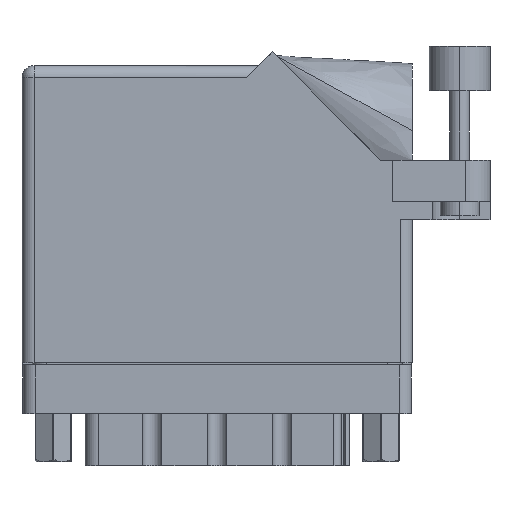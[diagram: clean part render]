
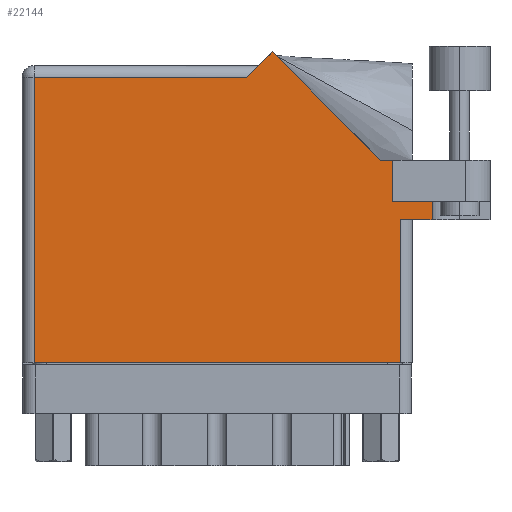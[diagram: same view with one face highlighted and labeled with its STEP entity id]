
A CAD part, front view. The second image highlights one B-rep face of the part: STEP entity #22144.
In plain terms, the highlighted face is planar.
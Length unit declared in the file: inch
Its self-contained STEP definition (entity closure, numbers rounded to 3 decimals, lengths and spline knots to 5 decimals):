
#782 = CARTESIAN_POINT ( 'NONE',  ( 1.948, 0.737, 0. ) ) ;
#933 = CARTESIAN_POINT ( 'NONE',  ( 2.1115, 1.16177, 0. ) ) ;
#1174 = EDGE_CURVE ( 'NONE', #14016, #3556, #28852, .T. ) ;
#1538 = LINE ( 'NONE', #8971, #24568 ) ;
#1673 = CARTESIAN_POINT ( 'NONE',  ( 0.062, 1.468, 0. ) ) ;
#1766 = VECTOR ( 'NONE', #28847, 39.37008 ) ;
#3556 = VERTEX_POINT ( 'NONE', #34122 ) ;
#3849 = AXIS2_PLACEMENT_3D ( 'NONE', #9542, #17343, #44467 ) ;
#4284 = CARTESIAN_POINT ( 'NONE',  ( 1.155, 1.468, 0. ) ) ;
#4476 = CARTESIAN_POINT ( 'NONE',  ( 1.948, 0., 0. ) ) ;
#5391 = LINE ( 'NONE', #18854, #33934 ) ;
#7283 = VECTOR ( 'NONE', #32153, 39.37008 ) ;
#7301 = VERTEX_POINT ( 'NONE', #48292 ) ;
#7765 = ORIENTED_EDGE ( 'NONE', *, *, #29841, .T. ) ;
#7927 = ORIENTED_EDGE ( 'NONE', *, *, #1174, .T. ) ;
#8901 = ORIENTED_EDGE ( 'NONE', *, *, #39608, .T. ) ;
#8971 = CARTESIAN_POINT ( 'NONE',  ( 2.41, 1.044, 0. ) ) ;
#9357 = CARTESIAN_POINT ( 'NONE',  ( 1.84442, 1.044, 0. ) ) ;
#9542 = CARTESIAN_POINT ( 'NONE',  ( 0., 1.53, 0. ) ) ;
#9724 = EDGE_CURVE ( 'NONE', #38597, #30782, #40752, .T. ) ;
#9831 = CARTESIAN_POINT ( 'NONE',  ( 0., 1.468, 0. ) ) ;
#10122 = CARTESIAN_POINT ( 'NONE',  ( 1.91, 0.831, 0. ) ) ;
#10193 = VECTOR ( 'NONE', #23165, 39.37008 ) ;
#10731 = FACE_OUTER_BOUND ( 'NONE', #26482, .T. ) ;
#11110 = VERTEX_POINT ( 'NONE', #782 ) ;
#12299 = ORIENTED_EDGE ( 'NONE', *, *, #45213, .T. ) ;
#12879 = DIRECTION ( 'NONE',  ( -1., 0., 0. ) ) ;
#13391 = LINE ( 'NONE', #18406, #22465 ) ;
#13400 = CARTESIAN_POINT ( 'NONE',  ( 1.948, 0.737, 0. ) ) ;
#14010 = VECTOR ( 'NONE', #24153, 39.37008 ) ;
#14016 = VERTEX_POINT ( 'NONE', #9357 ) ;
#14225 = DIRECTION ( 'NONE',  ( -1., 0., 0. ) ) ;
#14854 = VERTEX_POINT ( 'NONE', #26542 ) ;
#15649 = CARTESIAN_POINT ( 'NONE',  ( 2.01, 0.737, 0. ) ) ;
#17008 = PLANE ( 'NONE',  #3849 ) ;
#17343 = DIRECTION ( 'NONE',  ( 0., 0., -1. ) ) ;
#18150 = VECTOR ( 'NONE', #47871, 39.37008 ) ;
#18237 = EDGE_CURVE ( 'NONE', #43249, #11110, #43006, .T. ) ;
#18406 = CARTESIAN_POINT ( 'NONE',  ( 1.217, 1.53, 0. ) ) ;
#18704 = LINE ( 'NONE', #42340, #10193 ) ;
#18854 = CARTESIAN_POINT ( 'NONE',  ( 0., 0., 0. ) ) ;
#19695 = DIRECTION ( 'NONE',  ( 1., 0., 0. ) ) ;
#20432 = VERTEX_POINT ( 'NONE', #4284 ) ;
#21301 = EDGE_CURVE ( 'NONE', #36831, #32368, #18704, .T. ) ;
#21344 = LINE ( 'NONE', #9831, #34684 ) ;
#22144 = ADVANCED_FACE ( 'NONE', ( #10731 ), #17008, .F. ) ;
#22465 = VECTOR ( 'NONE', #30125, 39.37008 ) ;
#22554 = DIRECTION ( 'NONE',  ( -0.707, 0.707, 0. ) ) ;
#22573 = DIRECTION ( 'NONE',  ( 1., 0., 0. ) ) ;
#23165 = DIRECTION ( 'NONE',  ( 1., 0., 0. ) ) ;
#23426 = EDGE_CURVE ( 'NONE', #14854, #14016, #1538, .T. ) ;
#24153 = DIRECTION ( 'NONE',  ( 0., -1., 0. ) ) ;
#24568 = VECTOR ( 'NONE', #12879, 39.37008 ) ;
#25894 = EDGE_CURVE ( 'NONE', #20432, #38597, #21344, .T. ) ;
#26482 = EDGE_LOOP ( 'NONE', ( #45684, #28992, #7765, #29061, #36249, #12299, #28774, #7927, #8901, #33698, #35864 ) ) ;
#26542 = CARTESIAN_POINT ( 'NONE',  ( 1.91, 1.044, 0. ) ) ;
#28571 = CARTESIAN_POINT ( 'NONE',  ( 1.91, 0.831, 0. ) ) ;
#28774 = ORIENTED_EDGE ( 'NONE', *, *, #23426, .T. ) ;
#28847 = DIRECTION ( 'NONE',  ( 0., 1., 0. ) ) ;
#28852 = LINE ( 'NONE', #38512, #40386 ) ;
#28992 = ORIENTED_EDGE ( 'NONE', *, *, #18237, .T. ) ;
#29061 = ORIENTED_EDGE ( 'NONE', *, *, #44634, .F. ) ;
#29841 = EDGE_CURVE ( 'NONE', #11110, #7301, #37330, .T. ) ;
#30125 = DIRECTION ( 'NONE',  ( -0.707, -0.707, 0. ) ) ;
#30782 = VERTEX_POINT ( 'NONE', #44589 ) ;
#32153 = DIRECTION ( 'NONE',  ( 0., -1., 0. ) ) ;
#32368 = VERTEX_POINT ( 'NONE', #49738 ) ;
#33698 = ORIENTED_EDGE ( 'NONE', *, *, #25894, .T. ) ;
#33934 = VECTOR ( 'NONE', #22573, 39.37008 ) ;
#34122 = CARTESIAN_POINT ( 'NONE',  ( 1.28771, 1.60071, 0. ) ) ;
#34684 = VECTOR ( 'NONE', #14225, 39.37008 ) ;
#35802 = LINE ( 'NONE', #933, #7283 ) ;
#35864 = ORIENTED_EDGE ( 'NONE', *, *, #9724, .T. ) ;
#36249 = ORIENTED_EDGE ( 'NONE', *, *, #21301, .F. ) ;
#36831 = VERTEX_POINT ( 'NONE', #10122 ) ;
#37330 = LINE ( 'NONE', #15649, #39761 ) ;
#38512 = CARTESIAN_POINT ( 'NONE',  ( 1.84442, 1.044, 0. ) ) ;
#38597 = VERTEX_POINT ( 'NONE', #1673 ) ;
#39608 = EDGE_CURVE ( 'NONE', #3556, #20432, #13391, .T. ) ;
#39761 = VECTOR ( 'NONE', #19695, 39.37008 ) ;
#40386 = VECTOR ( 'NONE', #22554, 39.37008 ) ;
#40752 = LINE ( 'NONE', #43673, #14010 ) ;
#42340 = CARTESIAN_POINT ( 'NONE',  ( 1.91, 0.831, 0. ) ) ;
#42981 = LINE ( 'NONE', #28571, #18150 ) ;
#43006 = LINE ( 'NONE', #13400, #1766 ) ;
#43249 = VERTEX_POINT ( 'NONE', #4476 ) ;
#43673 = CARTESIAN_POINT ( 'NONE',  ( 0.062, 0., 0. ) ) ;
#44467 = DIRECTION ( 'NONE',  ( -1., 0., 0. ) ) ;
#44589 = CARTESIAN_POINT ( 'NONE',  ( 0.062, 0., 0. ) ) ;
#44634 = EDGE_CURVE ( 'NONE', #32368, #7301, #35802, .T. ) ;
#45213 = EDGE_CURVE ( 'NONE', #36831, #14854, #42981, .T. ) ;
#45456 = EDGE_CURVE ( 'NONE', #30782, #43249, #5391, .T. ) ;
#45684 = ORIENTED_EDGE ( 'NONE', *, *, #45456, .T. ) ;
#47871 = DIRECTION ( 'NONE',  ( 0., 1., 0. ) ) ;
#48292 = CARTESIAN_POINT ( 'NONE',  ( 2.1115, 0.737, 0. ) ) ;
#49738 = CARTESIAN_POINT ( 'NONE',  ( 2.1115, 0.831, 0. ) ) ;
